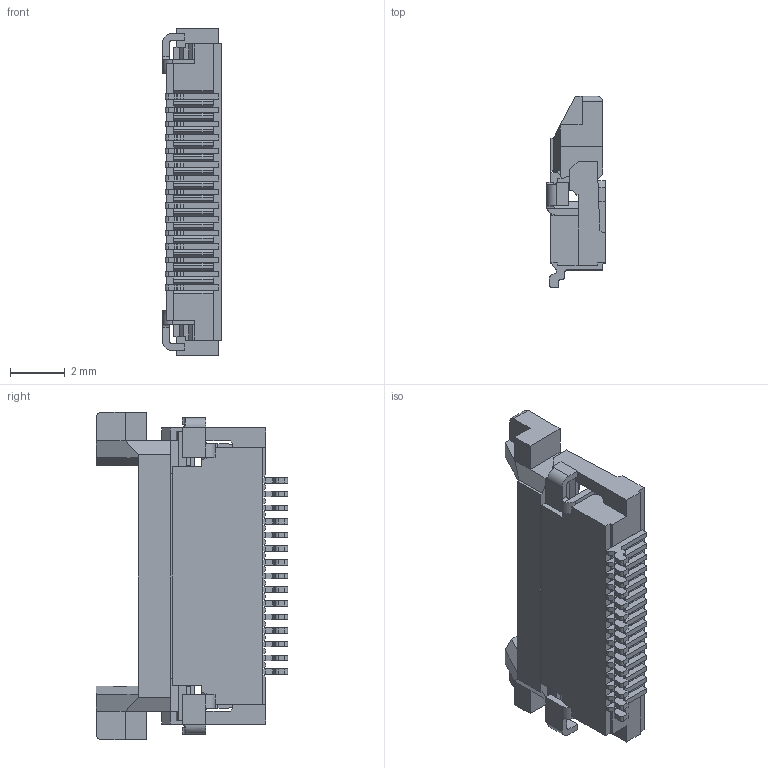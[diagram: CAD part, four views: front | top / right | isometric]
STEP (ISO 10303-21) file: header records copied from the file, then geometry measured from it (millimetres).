
FILE_DESCRIPTION(('OneSpaceDesigner STEP Export'),'2;1');
FILE_NAME('FH12A-15S-0.5SH.stp','2007-03-16T17:34:17',(''),(''),'OneSpace Designer STEP processor (Jan. 2003) for AP214(CD)(Solid Model)','OneSpace Designer 12.00 10-Sep-2003 (C) CoCreate Software GmbH','');
FILE_SCHEMA(('AUTOMOTIVE_DESIGN_CC2 {1 2 10303 214 -1 1 5 1}'));
Length unit declared in the file: millimetre
Products named in the file (2): FH12A-15S-0.5SH_Èª
Assembly tree (1 placements, depth 2):
  FH12A-15S-0.5SH_Èª
    FH12A-15S-0.5SH_Èª
Bounding box: 2.15 x 7 x 12 mm (x, y, z)
Volume: 74.6 mm3; surface area: 278.1 mm2
Topology: 1 solids, 1 shells, 629 faces, 1758 edges, 1156 vertices
Faces by surface type: plane 507, cylinder 120, bspline 2
Entity records: 20204 total; most frequent: CARTESIAN_POINT 4136, ORIENTED_EDGE 3516, DIRECTION 3066, EDGE_CURVE 1758, VECTOR 1486, LINE 1486, VERTEX_POINT 1156, AXIS2_PLACEMENT_3D 790
